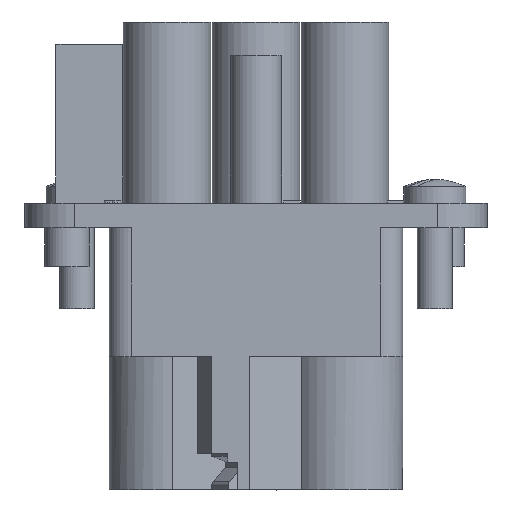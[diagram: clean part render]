
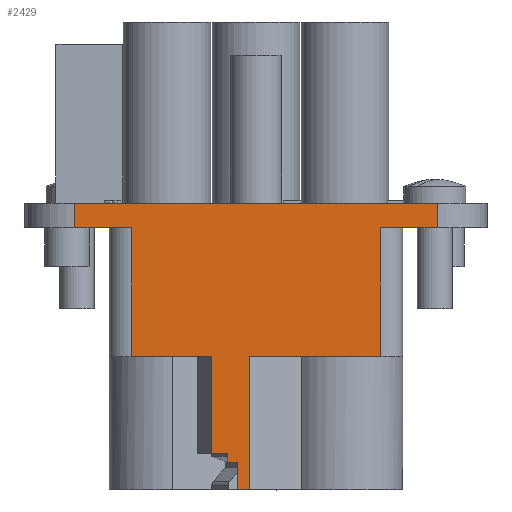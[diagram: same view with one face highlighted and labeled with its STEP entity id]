
A CAD part, front view. The second image highlights one B-rep face of the part: STEP entity #2429.
In plain terms, the highlighted planar face has unit normal (0, -1, 0).
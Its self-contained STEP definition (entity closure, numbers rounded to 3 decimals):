
#1758=FACE_OUTER_BOUND('',#3749,.T.);
#2429=ADVANCED_FACE('',(#1758),#2853,.T.);
#2853=PLANE('',#11799);
#3749=EDGE_LOOP('',(#5669,#5670,#5671,#5672,#5673,#5674,#5675,#5676,#5677,
#5678,#5679,#5680,#5681,#5682,#5683,#5684));
#5669=ORIENTED_EDGE('',*,*,#8134,.F.);
#5670=ORIENTED_EDGE('',*,*,#8231,.T.);
#5671=ORIENTED_EDGE('',*,*,#8233,.T.);
#5672=ORIENTED_EDGE('',*,*,#8235,.T.);
#5673=ORIENTED_EDGE('',*,*,#8236,.T.);
#5674=ORIENTED_EDGE('',*,*,#8140,.T.);
#5675=ORIENTED_EDGE('',*,*,#8218,.T.);
#5676=ORIENTED_EDGE('',*,*,#8237,.T.);
#5677=ORIENTED_EDGE('',*,*,#8141,.T.);
#5678=ORIENTED_EDGE('',*,*,#8238,.T.);
#5679=ORIENTED_EDGE('',*,*,#7805,.F.);
#5680=ORIENTED_EDGE('',*,*,#8174,.T.);
#5681=ORIENTED_EDGE('',*,*,#8239,.T.);
#5682=ORIENTED_EDGE('',*,*,#8240,.T.);
#5683=ORIENTED_EDGE('',*,*,#7782,.F.);
#5684=ORIENTED_EDGE('',*,*,#8125,.T.);
#6800=VERTEX_POINT('',#16662);
#6801=VERTEX_POINT('',#16664);
#6823=VERTEX_POINT('',#16709);
#6824=VERTEX_POINT('',#16711);
#7044=VERTEX_POINT('',#17371);
#7051=VERTEX_POINT('',#17393);
#7053=VERTEX_POINT('',#17404);
#7054=VERTEX_POINT('',#17406);
#7055=VERTEX_POINT('',#17410);
#7056=VERTEX_POINT('',#17411);
#7074=VERTEX_POINT('',#17474);
#7102=VERTEX_POINT('',#17560);
#7111=VERTEX_POINT('',#17584);
#7112=VERTEX_POINT('',#17588);
#7113=VERTEX_POINT('',#17592);
#7114=VERTEX_POINT('',#17600);
#7782=EDGE_CURVE('',#6800,#6801,#9494,.T.);
#7805=EDGE_CURVE('',#6823,#6824,#9508,.T.);
#8125=EDGE_CURVE('',#6800,#7044,#9791,.T.);
#8134=EDGE_CURVE('',#7051,#7044,#9794,.T.);
#8140=EDGE_CURVE('',#7053,#7054,#9799,.T.);
#8141=EDGE_CURVE('',#7055,#7056,#9800,.T.);
#8174=EDGE_CURVE('',#6823,#7074,#9821,.T.);
#8218=EDGE_CURVE('',#7054,#7102,#9849,.T.);
#8231=EDGE_CURVE('',#7051,#7111,#9857,.T.);
#8233=EDGE_CURVE('',#7111,#7112,#9859,.T.);
#8235=EDGE_CURVE('',#7112,#7113,#9861,.T.);
#8236=EDGE_CURVE('',#7113,#7053,#9862,.T.);
#8237=EDGE_CURVE('',#7102,#7055,#9863,.T.);
#8238=EDGE_CURVE('',#7056,#6824,#9864,.T.);
#8239=EDGE_CURVE('',#7074,#7114,#9865,.T.);
#8240=EDGE_CURVE('',#7114,#6801,#9866,.T.);
#9494=LINE('',#16663,#10303);
#9508=LINE('',#16710,#10317);
#9791=LINE('',#17372,#10600);
#9794=LINE('',#17394,#10603);
#9799=LINE('',#17407,#10608);
#9800=LINE('',#17409,#10609);
#9821=LINE('',#17475,#10630);
#9849=LINE('',#17561,#10658);
#9857=LINE('',#17585,#10666);
#9859=LINE('',#17589,#10668);
#9861=LINE('',#17593,#10670);
#9862=LINE('',#17595,#10671);
#9863=LINE('',#17597,#10672);
#9864=LINE('',#17598,#10673);
#9865=LINE('',#17599,#10674);
#9866=LINE('',#17601,#10675);
#10303=VECTOR('',#13100,1.);
#10317=VECTOR('',#13134,1.);
#10600=VECTOR('',#13733,1.);
#10603=VECTOR('',#13760,1.);
#10608=VECTOR('',#13775,1.);
#10609=VECTOR('',#13778,1.);
#10630=VECTOR('',#13849,1.);
#10658=VECTOR('',#13937,1.);
#10666=VECTOR('',#13959,1.);
#10668=VECTOR('',#13963,1.);
#10670=VECTOR('',#13967,1.);
#10671=VECTOR('',#13970,1.);
#10672=VECTOR('',#13973,1.);
#10673=VECTOR('',#13974,1.);
#10674=VECTOR('',#13975,1.);
#10675=VECTOR('',#13976,1.);
#11799=AXIS2_PLACEMENT_3D('',#17602,#13977,#13978);
#13100=DIRECTION('',(-1.,0.,0.));
#13134=DIRECTION('',(-1.,0.,0.));
#13733=DIRECTION('',(0.,0.,-1.));
#13760=DIRECTION('',(-1.,0.,0.));
#13775=DIRECTION('',(0.,0.,-1.));
#13778=DIRECTION('',(1.,0.,0.));
#13849=DIRECTION('',(0.,0.,1.));
#13937=DIRECTION('',(1.,0.,0.));
#13959=DIRECTION('',(0.,0.,-1.));
#13963=DIRECTION('',(1.,0.,0.));
#13967=DIRECTION('',(0.,0.,-1.));
#13970=DIRECTION('',(1.,0.,0.));
#13973=DIRECTION('',(0.,0.,1.));
#13974=DIRECTION('',(0.,0.,1.));
#13975=DIRECTION('',(-1.,0.,0.));
#13976=DIRECTION('',(0.,0.,-1.));
#13977=DIRECTION('',(0.,-1.,0.));
#13978=DIRECTION('',(1.,0.,0.));
#16662=CARTESIAN_POINT('',(-11.2,-11.2,0.));
#16663=CARTESIAN_POINT('',(-11.2,-11.2,0.));
#16664=CARTESIAN_POINT('',(-16.3,-11.2,0.));
#16709=CARTESIAN_POINT('',(16.3,-11.2,0.));
#16710=CARTESIAN_POINT('',(16.3,-11.2,0.));
#16711=CARTESIAN_POINT('',(11.2,-11.2,0.));
#17371=CARTESIAN_POINT('',(-11.2,-11.2,-11.6));
#17372=CARTESIAN_POINT('',(-11.2,-11.2,0.));
#17393=CARTESIAN_POINT('',(-3.984,-11.2,-11.6));
#17394=CARTESIAN_POINT('',(-16.4,-11.2,-11.6));
#17404=CARTESIAN_POINT('',(-1.691,-11.2,-21.1));
#17406=CARTESIAN_POINT('',(-1.691,-11.2,-23.6));
#17407=CARTESIAN_POINT('',(-1.691,-11.2,-21.1));
#17409=CARTESIAN_POINT('',(15.3,-11.2,-11.6));
#17410=CARTESIAN_POINT('',(-0.609,-11.2,-11.6));
#17411=CARTESIAN_POINT('',(11.2,-11.2,-11.6));
#17474=CARTESIAN_POINT('',(16.3,-11.2,2.2));
#17475=CARTESIAN_POINT('',(16.3,-11.2,0.));
#17560=CARTESIAN_POINT('',(-0.609,-11.2,-23.6));
#17561=CARTESIAN_POINT('',(-1.691,-11.2,-23.6));
#17584=CARTESIAN_POINT('',(-3.984,-11.2,-20.35));
#17585=CARTESIAN_POINT('',(-3.984,-11.2,-11.1));
#17588=CARTESIAN_POINT('',(-2.541,-11.2,-20.35));
#17589=CARTESIAN_POINT('',(-3.984,-11.2,-20.35));
#17592=CARTESIAN_POINT('',(-2.541,-11.2,-21.1));
#17593=CARTESIAN_POINT('',(-2.541,-11.2,-20.35));
#17595=CARTESIAN_POINT('',(-2.541,-11.2,-21.1));
#17597=CARTESIAN_POINT('',(-0.609,-11.2,-23.6));
#17598=CARTESIAN_POINT('',(11.2,-11.2,-11.1));
#17599=CARTESIAN_POINT('',(16.3,-11.2,2.2));
#17600=CARTESIAN_POINT('',(-16.3,-11.2,2.2));
#17601=CARTESIAN_POINT('',(-16.3,-11.2,2.2));
#17602=CARTESIAN_POINT('',(-16.4,-11.2,-23.8));
